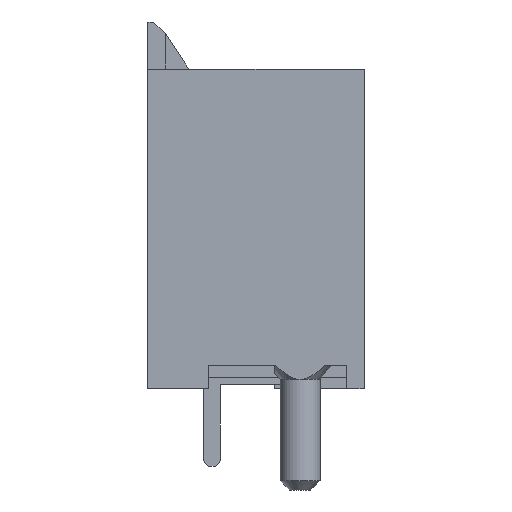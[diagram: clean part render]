
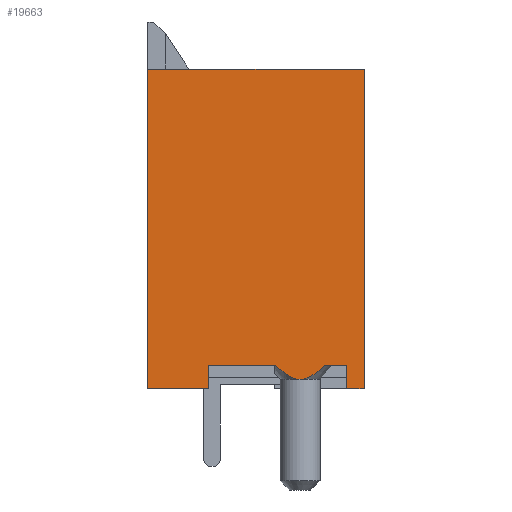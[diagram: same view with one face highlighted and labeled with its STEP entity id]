
A CAD part, left-side view. The second image highlights one B-rep face of the part: STEP entity #19663.
In plain terms, the highlighted planar face has unit normal (-1, 0, 0).
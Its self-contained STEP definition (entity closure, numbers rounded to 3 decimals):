
#26=B_SPLINE_CURVE_WITH_KNOTS('',3,(#27335,#27336,#27337,#27338,#27339,
#27340,#27341,#27342,#27343),.UNSPECIFIED.,.F.,.F.,(4,1,1,1,1,1,4),(0.,
0.25,0.375,0.5,0.625,0.75,1.),.UNSPECIFIED.);
#27=B_SPLINE_CURVE_WITH_KNOTS('',3,(#27345,#27346,#27347,#27348,#27349,
#27350,#27351,#27352,#27353),.UNSPECIFIED.,.F.,.F.,(4,1,1,1,1,1,4),(0.,
0.25,0.375,0.5,0.625,0.75,1.),.UNSPECIFIED.);
#2393=ORIENTED_EDGE('',*,*,#6101,.T.);
#2394=ORIENTED_EDGE('',*,*,#6102,.T.);
#2395=ORIENTED_EDGE('',*,*,#6103,.T.);
#2396=ORIENTED_EDGE('',*,*,#6104,.T.);
#2397=ORIENTED_EDGE('',*,*,#6105,.T.);
#2398=ORIENTED_EDGE('',*,*,#6106,.F.);
#2399=ORIENTED_EDGE('',*,*,#5942,.T.);
#2400=ORIENTED_EDGE('',*,*,#5859,.T.);
#2401=ORIENTED_EDGE('',*,*,#5838,.F.);
#2402=ORIENTED_EDGE('',*,*,#6099,.F.);
#2403=ORIENTED_EDGE('',*,*,#6107,.T.);
#5838=EDGE_CURVE('',#7914,#7915,#9537,.T.);
#5859=EDGE_CURVE('',#7929,#7915,#9554,.T.);
#5942=EDGE_CURVE('',#7983,#7929,#9637,.T.);
#6099=EDGE_CURVE('',#8063,#7914,#9794,.T.);
#6101=EDGE_CURVE('',#8064,#8065,#9796,.T.);
#6102=EDGE_CURVE('',#8065,#8066,#26,.T.);
#6103=EDGE_CURVE('',#8066,#8067,#27,.T.);
#6104=EDGE_CURVE('',#8067,#8068,#9797,.T.);
#6105=EDGE_CURVE('',#8068,#8069,#9798,.T.);
#6106=EDGE_CURVE('',#7983,#8069,#9799,.T.);
#6107=EDGE_CURVE('',#8063,#8064,#9800,.T.);
#7914=VERTEX_POINT('',#26813);
#7915=VERTEX_POINT('',#26815);
#7929=VERTEX_POINT('',#26855);
#7983=VERTEX_POINT('',#27001);
#8063=VERTEX_POINT('',#27328);
#8064=VERTEX_POINT('',#27333);
#8065=VERTEX_POINT('',#27334);
#8066=VERTEX_POINT('',#27344);
#8067=VERTEX_POINT('',#27354);
#8068=VERTEX_POINT('',#27356);
#8069=VERTEX_POINT('',#27358);
#9537=LINE('',#26814,#11301);
#9554=LINE('',#26854,#11318);
#9637=LINE('',#27000,#11401);
#9794=LINE('',#27329,#11558);
#9796=LINE('',#27332,#11560);
#9797=LINE('',#27355,#11561);
#9798=LINE('',#27357,#11562);
#9799=LINE('',#27359,#11563);
#9800=LINE('',#27360,#11564);
#11301=VECTOR('',#22282,1000.);
#11318=VECTOR('',#22317,1000.);
#11401=VECTOR('',#22418,1000.);
#11558=VECTOR('',#22757,1000.);
#11560=VECTOR('',#22761,1000.);
#11561=VECTOR('',#22762,1000.);
#11562=VECTOR('',#22763,1000.);
#11563=VECTOR('',#22764,1000.);
#11564=VECTOR('',#22765,1000.);
#12634=EDGE_LOOP('',(#2393,#2394,#2395,#2396,#2397,#2398,#2399,#2400,#2401,
#2402,#2403));
#13379=FACE_BOUND('',#12634,.T.);
#14100=PLANE('',#20401);
#19663=ADVANCED_FACE('',(#13379),#14100,.F.);
#20401=AXIS2_PLACEMENT_3D('',#27331,#22759,#22760);
#22282=DIRECTION('',(0.,-1.,0.));
#22317=DIRECTION('',(0.,0.,1.));
#22418=DIRECTION('',(0.,-1.,0.));
#22757=DIRECTION('',(0.,0.,1.));
#22759=DIRECTION('',(1.,0.,0.));
#22760=DIRECTION('',(0.,0.,-1.));
#22761=DIRECTION('',(0.,0.,-1.));
#22762=DIRECTION('',(0.,0.,-1.));
#22763=DIRECTION('',(0.,1.,0.));
#22764=DIRECTION('',(0.,0.,1.));
#22765=DIRECTION('',(0.,-1.,0.));
#26813=CARTESIAN_POINT('',(-14.65,13.6,4.6));
#26814=CARTESIAN_POINT('',(-14.65,13.6,4.6));
#26815=CARTESIAN_POINT('',(-14.65,0.,4.6));
#26854=CARTESIAN_POINT('',(-14.65,0.,-4.6));
#26855=CARTESIAN_POINT('',(-14.65,0.,-4.6));
#27000=CARTESIAN_POINT('',(-14.65,13.6,-4.6));
#27001=CARTESIAN_POINT('',(-14.65,13.6,-4.6));
#27328=CARTESIAN_POINT('',(-14.65,13.6,2.));
#27329=CARTESIAN_POINT('',(-14.65,13.6,-4.6));
#27331=CARTESIAN_POINT('',(-14.65,13.6,-4.6));
#27332=CARTESIAN_POINT('',(-14.65,12.6,-0.8));
#27333=CARTESIAN_POINT('',(-14.65,12.6,2.));
#27334=CARTESIAN_POINT('',(-14.65,12.6,-0.826));
#27335=CARTESIAN_POINT('',(-14.65,12.6,-0.826));
#27336=CARTESIAN_POINT('',(-14.65,12.684,-0.916));
#27337=CARTESIAN_POINT('',(-14.65,12.793,-1.04));
#27338=CARTESIAN_POINT('',(-14.65,12.916,-1.197));
#27339=CARTESIAN_POINT('',(-14.65,12.976,-1.277));
#27340=CARTESIAN_POINT('',(-14.65,13.087,-1.457));
#27341=CARTESIAN_POINT('',(-14.65,13.171,-1.648));
#27342=CARTESIAN_POINT('',(-14.65,13.2,-1.788));
#27343=CARTESIAN_POINT('',(-14.65,13.2,-1.875));
#27344=CARTESIAN_POINT('',(-14.65,13.2,-1.875));
#27345=CARTESIAN_POINT('',(-14.65,13.2,-1.875));
#27346=CARTESIAN_POINT('',(-14.65,13.2,-1.96));
#27347=CARTESIAN_POINT('',(-14.65,13.172,-2.098));
#27348=CARTESIAN_POINT('',(-14.65,13.089,-2.288));
#27349=CARTESIAN_POINT('',(-14.65,12.982,-2.464));
#27350=CARTESIAN_POINT('',(-14.65,12.922,-2.546));
#27351=CARTESIAN_POINT('',(-14.65,12.798,-2.705));
#27352=CARTESIAN_POINT('',(-14.65,12.686,-2.831));
#27353=CARTESIAN_POINT('',(-14.65,12.6,-2.924));
#27354=CARTESIAN_POINT('',(-14.65,12.6,-2.924));
#27355=CARTESIAN_POINT('',(-14.65,12.6,-0.8));
#27356=CARTESIAN_POINT('',(-14.65,12.6,-3.85));
#27357=CARTESIAN_POINT('',(-14.65,12.6,-3.85));
#27358=CARTESIAN_POINT('',(-14.65,13.6,-3.85));
#27359=CARTESIAN_POINT('',(-14.65,13.6,-4.6));
#27360=CARTESIAN_POINT('',(-14.65,12.6,2.));
